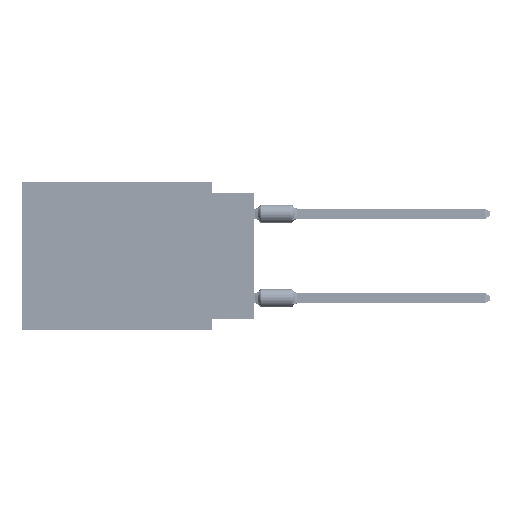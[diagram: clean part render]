
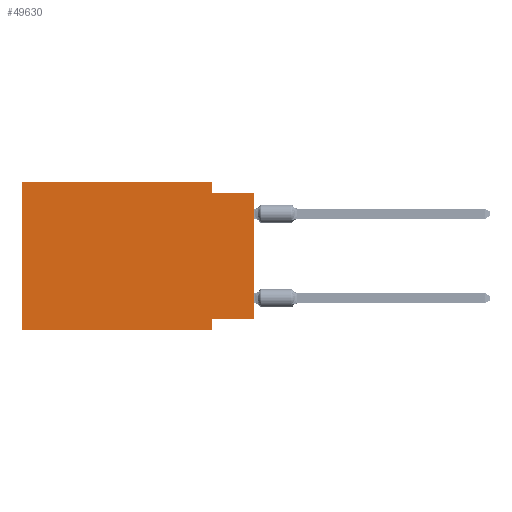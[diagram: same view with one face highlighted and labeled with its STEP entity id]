
A CAD part, left-side view. The second image highlights one B-rep face of the part: STEP entity #49630.
In plain terms, the highlighted planar face has unit normal (-1, 0, 0).
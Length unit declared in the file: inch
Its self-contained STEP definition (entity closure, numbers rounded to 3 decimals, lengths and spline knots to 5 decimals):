
#224 = VECTOR ( 'NONE', #73095, 39.37008 ) ;
#954 = LINE ( 'NONE', #90725, #38968 ) ;
#3788 = CARTESIAN_POINT ( 'NONE',  ( 0., 0.55, 0. ) ) ;
#5319 = EDGE_CURVE ( 'NONE', #15319, #90523, #86930, .T. ) ;
#7953 = VERTEX_POINT ( 'NONE', #56654 ) ;
#8935 = ORIENTED_EDGE ( 'NONE', *, *, #61679, .F. ) ;
#9151 = VECTOR ( 'NONE', #23812, 39.37008 ) ;
#10115 = ORIENTED_EDGE ( 'NONE', *, *, #54550, .T. ) ;
#11628 = LINE ( 'NONE', #3788, #51884 ) ;
#11815 = CARTESIAN_POINT ( 'NONE',  ( 0., 0.55, -0.35 ) ) ;
#14943 = CARTESIAN_POINT ( 'NONE',  ( 0., 0., -0.325 ) ) ;
#15319 = VERTEX_POINT ( 'NONE', #89966 ) ;
#18706 = CARTESIAN_POINT ( 'NONE',  ( 0., 0.1, -0.35 ) ) ;
#21537 = EDGE_LOOP ( 'NONE', ( #10115, #8935, #86136, #83116, #67514, #34967, #36566, #37789 ) ) ;
#23812 = DIRECTION ( 'NONE',  ( 0., -1., 0. ) ) ;
#25959 = LINE ( 'NONE', #40177, #88009 ) ;
#26617 = DIRECTION ( 'NONE',  ( 0., 0., -1. ) ) ;
#27696 = VECTOR ( 'NONE', #68660, 39.37008 ) ;
#29021 = VECTOR ( 'NONE', #26617, 39.37008 ) ;
#30896 = DIRECTION ( 'NONE',  ( 0., 0., -1. ) ) ;
#31922 = EDGE_CURVE ( 'NONE', #46415, #89720, #954, .T. ) ;
#32049 = VECTOR ( 'NONE', #38747, 39.37008 ) ;
#34809 = DIRECTION ( 'NONE',  ( 1., 0., 0. ) ) ;
#34849 = EDGE_CURVE ( 'NONE', #58192, #86529, #11628, .T. ) ;
#34967 = ORIENTED_EDGE ( 'NONE', *, *, #35409, .T. ) ;
#35409 = EDGE_CURVE ( 'NONE', #58192, #89720, #51033, .T. ) ;
#36566 = ORIENTED_EDGE ( 'NONE', *, *, #31922, .F. ) ;
#37789 = ORIENTED_EDGE ( 'NONE', *, *, #83542, .F. ) ;
#38747 = DIRECTION ( 'NONE',  ( 0., 0., 1. ) ) ;
#38968 = VECTOR ( 'NONE', #30896, 39.37008 ) ;
#39238 = LINE ( 'NONE', #45635, #32049 ) ;
#40177 = CARTESIAN_POINT ( 'NONE',  ( 0., 0.55, 0. ) ) ;
#43125 = DIRECTION ( 'NONE',  ( 0., 0., -1. ) ) ;
#45635 = CARTESIAN_POINT ( 'NONE',  ( 0., 0., 0. ) ) ;
#45911 = LINE ( 'NONE', #91000, #9151 ) ;
#46415 = VERTEX_POINT ( 'NONE', #56355 ) ;
#49630 = ADVANCED_FACE ( 'NONE', ( #79904 ), #57848, .F. ) ;
#51033 = LINE ( 'NONE', #66218, #224 ) ;
#51884 = VECTOR ( 'NONE', #64611, 39.37008 ) ;
#54550 = EDGE_CURVE ( 'NONE', #93362, #7953, #39238, .T. ) ;
#56355 = CARTESIAN_POINT ( 'NONE',  ( 0., 0.1, -0.325 ) ) ;
#56654 = CARTESIAN_POINT ( 'NONE',  ( 0., 0., -0.025 ) ) ;
#57848 = PLANE ( 'NONE',  #70553 ) ;
#58192 = VERTEX_POINT ( 'NONE', #11815 ) ;
#61679 = EDGE_CURVE ( 'NONE', #90523, #7953, #45911, .T. ) ;
#62750 = DIRECTION ( 'NONE',  ( 0., -1., 0. ) ) ;
#64611 = DIRECTION ( 'NONE',  ( 0., 0., 1. ) ) ;
#65338 = CARTESIAN_POINT ( 'NONE',  ( 0., 0.1, 0. ) ) ;
#66218 = CARTESIAN_POINT ( 'NONE',  ( 0., 0.55, -0.35 ) ) ;
#66741 = EDGE_CURVE ( 'NONE', #86529, #15319, #25959, .T. ) ;
#67514 = ORIENTED_EDGE ( 'NONE', *, *, #34849, .F. ) ;
#67710 = LINE ( 'NONE', #75065, #27696 ) ;
#68660 = DIRECTION ( 'NONE',  ( 0., 1., 0. ) ) ;
#70553 = AXIS2_PLACEMENT_3D ( 'NONE', #96068, #34809, #43125 ) ;
#73095 = DIRECTION ( 'NONE',  ( 0., -1., 0. ) ) ;
#75065 = CARTESIAN_POINT ( 'NONE',  ( 0., 0., -0.325 ) ) ;
#78739 = CARTESIAN_POINT ( 'NONE',  ( 0., 0.1, -0.025 ) ) ;
#79904 = FACE_OUTER_BOUND ( 'NONE', #21537, .T. ) ;
#83116 = ORIENTED_EDGE ( 'NONE', *, *, #66741, .F. ) ;
#83542 = EDGE_CURVE ( 'NONE', #93362, #46415, #67710, .T. ) ;
#86136 = ORIENTED_EDGE ( 'NONE', *, *, #5319, .F. ) ;
#86529 = VERTEX_POINT ( 'NONE', #90417 ) ;
#86930 = LINE ( 'NONE', #65338, #29021 ) ;
#88009 = VECTOR ( 'NONE', #62750, 39.37008 ) ;
#89720 = VERTEX_POINT ( 'NONE', #18706 ) ;
#89966 = CARTESIAN_POINT ( 'NONE',  ( 0., 0.1, 0. ) ) ;
#90417 = CARTESIAN_POINT ( 'NONE',  ( 0., 0.55, 0. ) ) ;
#90523 = VERTEX_POINT ( 'NONE', #78739 ) ;
#90725 = CARTESIAN_POINT ( 'NONE',  ( 0., 0.1, -0.35 ) ) ;
#91000 = CARTESIAN_POINT ( 'NONE',  ( 0., 0., -0.025 ) ) ;
#93362 = VERTEX_POINT ( 'NONE', #14943 ) ;
#96068 = CARTESIAN_POINT ( 'NONE',  ( 0., 0.55, 0. ) ) ;
